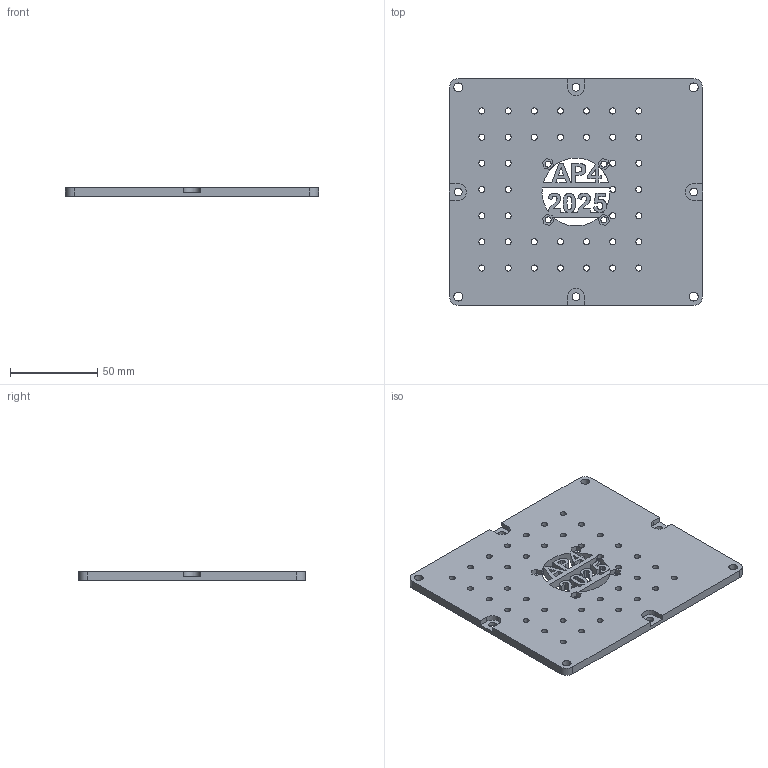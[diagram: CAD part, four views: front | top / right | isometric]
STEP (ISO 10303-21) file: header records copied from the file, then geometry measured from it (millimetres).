
FILE_DESCRIPTION(/* description */ (''),/* implementation_level */ '2;1');
FILE_NAME(/* name */ 'CAN_node_cad_concept_2025.step',/* time_stamp */ '2025-05-06T17:03:04+02:00',/* author */ (''),/* organization */ (''),/* preprocessor_version */ 'ST-DEVELOPER v20.1',/* originating_system */ 'Autodesk Translation Framework v14.4.0.0',/* authorisation */ '');
FILE_SCHEMA (('AUTOMOTIVE_DESIGN { 1 0 10303 214 3 1 1 }'));
Length unit declared in the file: millimetre
Products named in the file (2): CAN_node_cad_concept_update_1; HW_Node_Top
Assembly tree (1 placements, depth 2):
  CAN_node_cad_concept_update_1
    HW_Node_Top
Bounding box: 145 x 130 x 5 mm (x, y, z)
Volume: 85104.9 mm3; surface area: 44447.9 mm2
Topology: 1 solids, 1 shells, 525 faces, 1455 edges, 970 vertices
Faces by surface type: plane 377, bspline 81, cylinder 67
Full cylindrical faces by diameter (mm): 3.45 x4, 3.5 x39, 4.5 x4, 5 x4
Entity records: 17016 total; most frequent: CARTESIAN_POINT 3682, ORIENTED_EDGE 2910, DIRECTION 2324, EDGE_CURVE 1455, LINE 1156, VECTOR 1156, VERTEX_POINT 970, EDGE_LOOP 689
